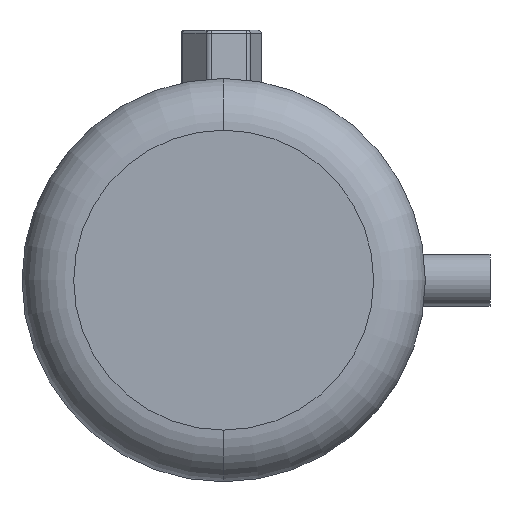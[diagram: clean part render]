
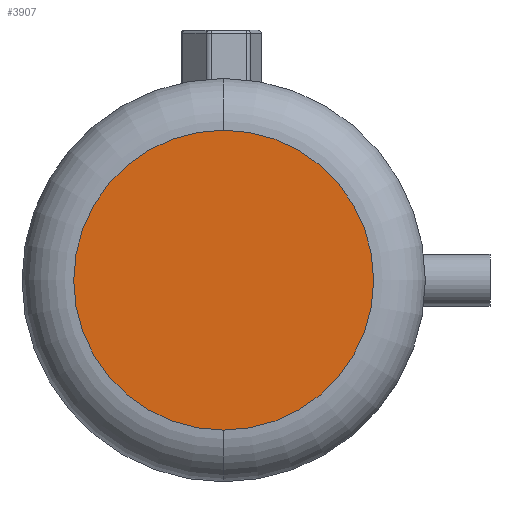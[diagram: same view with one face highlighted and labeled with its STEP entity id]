
A CAD part, front view. The second image highlights one B-rep face of the part: STEP entity #3907.
In plain terms, the highlighted planar face has unit normal (0, -1, 0).
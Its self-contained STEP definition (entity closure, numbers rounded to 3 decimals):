
#3228 = EDGE_CURVE('',#3229,#3231,#3233,.T.);
#3229 = VERTEX_POINT('',#3230);
#3230 = CARTESIAN_POINT('',(-20.463,-155.227,
    34.839));
#3231 = VERTEX_POINT('',#3232);
#3232 = CARTESIAN_POINT('',(-20.463,-155.227,
    -23.161));
#3233 = CIRCLE('',#3234,29.);
#3234 = AXIS2_PLACEMENT_3D('',#3235,#3236,#3237);
#3235 = CARTESIAN_POINT('',(-20.463,-155.227,
    5.839));
#3236 = DIRECTION('',(0.,1.,0.));
#3237 = DIRECTION('',(0.,0.,1.));
#3263 = EDGE_CURVE('',#3231,#3229,#3264,.T.);
#3264 = CIRCLE('',#3265,29.);
#3265 = AXIS2_PLACEMENT_3D('',#3266,#3267,#3268);
#3266 = CARTESIAN_POINT('',(-20.463,-155.227,
    5.839));
#3267 = DIRECTION('',(0.,1.,0.));
#3268 = DIRECTION('',(0.,0.,1.));
#3907 = ADVANCED_FACE('',(#3908),#3912,.F.);
#3908 = FACE_BOUND('',#3909,.T.);
#3909 = EDGE_LOOP('',(#3910,#3911));
#3910 = ORIENTED_EDGE('',*,*,#3228,.F.);
#3911 = ORIENTED_EDGE('',*,*,#3263,.F.);
#3912 = PLANE('',#3913);
#3913 = AXIS2_PLACEMENT_3D('',#3914,#3915,#3916);
#3914 = CARTESIAN_POINT('',(8.537,-155.227,5.839
    ));
#3915 = DIRECTION('',(0.,1.,0.));
#3916 = DIRECTION('',(0.,0.,1.));
